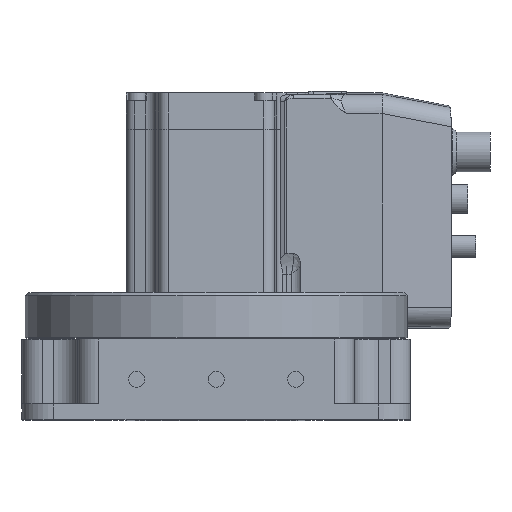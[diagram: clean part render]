
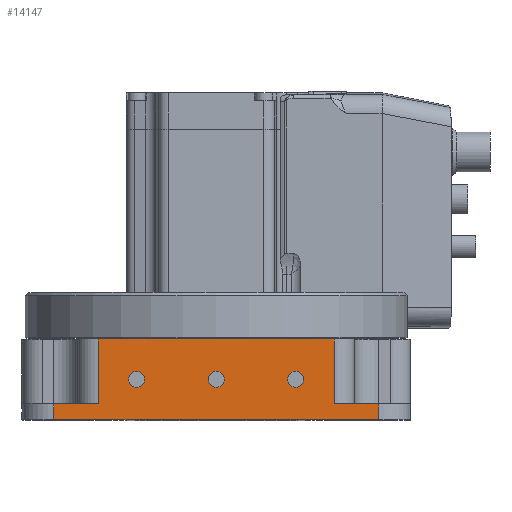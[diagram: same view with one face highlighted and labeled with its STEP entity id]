
A CAD part, top view. The second image highlights one B-rep face of the part: STEP entity #14147.
In plain terms, the highlighted planar face has unit normal (0, 0, 1).
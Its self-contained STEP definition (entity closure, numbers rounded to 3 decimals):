
#69 = CARTESIAN_POINT ( 'NONE',  ( -27.5, 12.7, 61. ) ) ;
#256 = DIRECTION ( 'NONE',  ( 0., 0., 1. ) ) ;
#555 = CARTESIAN_POINT ( 'NONE',  ( -51., 5., 61. ) ) ;
#663 = CARTESIAN_POINT ( 'NONE',  ( 22.5, 12.7, 61. ) ) ;
#714 = CARTESIAN_POINT ( 'NONE',  ( -51., 25.38, 61. ) ) ;
#959 = ORIENTED_EDGE ( 'NONE', *, *, #11341, .F. ) ;
#1053 = PLANE ( 'NONE',  #14578 ) ;
#1174 = CIRCLE ( 'NONE', #13596, 2.5 ) ;
#1282 = ORIENTED_EDGE ( 'NONE', *, *, #9774, .T. ) ;
#1440 = VECTOR ( 'NONE', #2663, 1000. ) ;
#1796 = LINE ( 'NONE', #10517, #17135 ) ;
#2147 = EDGE_CURVE ( 'NONE', #25708, #6654, #10472, .T. ) ;
#2301 = VERTEX_POINT ( 'NONE', #22608 ) ;
#2331 = EDGE_CURVE ( 'NONE', #25230, #12128, #11499, .T. ) ;
#2469 = VECTOR ( 'NONE', #20460, 1000. ) ;
#2498 = CARTESIAN_POINT ( 'NONE',  ( -25., 12.7, 61. ) ) ;
#2609 = CARTESIAN_POINT ( 'NONE',  ( 27.5, 12.7, 61. ) ) ;
#2631 = EDGE_CURVE ( 'NONE', #6348, #25573, #16857, .T. ) ;
#2663 = DIRECTION ( 'NONE',  ( 1., 0., 0. ) ) ;
#2791 = CARTESIAN_POINT ( 'NONE',  ( -37.1, 5., 61. ) ) ;
#3155 = VECTOR ( 'NONE', #10446, 1000. ) ;
#3610 = ORIENTED_EDGE ( 'NONE', *, *, #23381, .F. ) ;
#3769 = EDGE_CURVE ( 'NONE', #16819, #12913, #14310, .T. ) ;
#3922 = LINE ( 'NONE', #9246, #17272 ) ;
#4310 = EDGE_LOOP ( 'NONE', ( #15778, #7878, #1282, #12056, #20593, #6768, #10491, #16360 ) ) ;
#4388 = CIRCLE ( 'NONE', #6120, 2.5 ) ;
#4592 = CIRCLE ( 'NONE', #15717, 2.5 ) ;
#5028 = ORIENTED_EDGE ( 'NONE', *, *, #12664, .F. ) ;
#5069 = DIRECTION ( 'NONE',  ( 0., 0., 1. ) ) ;
#5715 = CARTESIAN_POINT ( 'NONE',  ( 0., 12.7, 61. ) ) ;
#6039 = CARTESIAN_POINT ( 'NONE',  ( 2.5, 12.7, 61. ) ) ;
#6120 = AXIS2_PLACEMENT_3D ( 'NONE', #5715, #17505, #11615 ) ;
#6148 = CARTESIAN_POINT ( 'NONE',  ( 51., 25.38, 61. ) ) ;
#6233 = CARTESIAN_POINT ( 'NONE',  ( 37.1, 5., 61. ) ) ;
#6348 = VERTEX_POINT ( 'NONE', #6233 ) ;
#6654 = VERTEX_POINT ( 'NONE', #15719 ) ;
#6694 = DIRECTION ( 'NONE',  ( 1., 0., 0. ) ) ;
#6768 = ORIENTED_EDGE ( 'NONE', *, *, #2331, .T. ) ;
#6798 = DIRECTION ( 'NONE',  ( 0., -1., 0. ) ) ;
#7593 = VERTEX_POINT ( 'NONE', #23870 ) ;
#7878 = ORIENTED_EDGE ( 'NONE', *, *, #3769, .F. ) ;
#8514 = CIRCLE ( 'NONE', #19222, 2.5 ) ;
#8820 = LINE ( 'NONE', #6148, #2469 ) ;
#9114 = CARTESIAN_POINT ( 'NONE',  ( -51., 0., 61. ) ) ;
#9246 = CARTESIAN_POINT ( 'NONE',  ( -51., 25.38, 61. ) ) ;
#9298 = EDGE_LOOP ( 'NONE', ( #5028, #959 ) ) ;
#9774 = EDGE_CURVE ( 'NONE', #16819, #6654, #25530, .T. ) ;
#9911 = VECTOR ( 'NONE', #13168, 1000. ) ;
#10446 = DIRECTION ( 'NONE',  ( 1., 0., 0. ) ) ;
#10472 = LINE ( 'NONE', #2791, #1440 ) ;
#10491 = ORIENTED_EDGE ( 'NONE', *, *, #23439, .F. ) ;
#10517 = CARTESIAN_POINT ( 'NONE',  ( 37.1, 36.8, 61. ) ) ;
#10856 = CARTESIAN_POINT ( 'NONE',  ( -37.1, 36.8, 61. ) ) ;
#11239 = FACE_BOUND ( 'NONE', #9298, .T. ) ;
#11341 = EDGE_CURVE ( 'NONE', #7593, #19967, #4388, .T. ) ;
#11370 = DIRECTION ( 'NONE',  ( -1., 0., 0. ) ) ;
#11499 = LINE ( 'NONE', #9114, #22822 ) ;
#11615 = DIRECTION ( 'NONE',  ( 1., 0., 0. ) ) ;
#11755 = DIRECTION ( 'NONE',  ( 0., 0., 1. ) ) ;
#11982 = AXIS2_PLACEMENT_3D ( 'NONE', #12616, #25023, #6694 ) ;
#12056 = ORIENTED_EDGE ( 'NONE', *, *, #2147, .F. ) ;
#12128 = VERTEX_POINT ( 'NONE', #19339 ) ;
#12616 = CARTESIAN_POINT ( 'NONE',  ( 25., 12.7, 61. ) ) ;
#12664 = EDGE_CURVE ( 'NONE', #19967, #7593, #25608, .T. ) ;
#12758 = ORIENTED_EDGE ( 'NONE', *, *, #25817, .F. ) ;
#12913 = VERTEX_POINT ( 'NONE', #13070 ) ;
#13070 = CARTESIAN_POINT ( 'NONE',  ( 37.1, 25.38, 61. ) ) ;
#13130 = ORIENTED_EDGE ( 'NONE', *, *, #24513, .F. ) ;
#13168 = DIRECTION ( 'NONE',  ( 1., 0., 0. ) ) ;
#13258 = DIRECTION ( 'NONE',  ( 1., 0., 0. ) ) ;
#13418 = EDGE_LOOP ( 'NONE', ( #12758, #13130 ) ) ;
#13596 = AXIS2_PLACEMENT_3D ( 'NONE', #2498, #18867, #18731 ) ;
#13899 = DIRECTION ( 'NONE',  ( 1., 0., 0. ) ) ;
#14081 = CARTESIAN_POINT ( 'NONE',  ( 51., 5., 61. ) ) ;
#14147 = ADVANCED_FACE ( 'NONE', ( #25516, #11239, #25802, #23514 ), #1053, .F. ) ;
#14275 = EDGE_CURVE ( 'NONE', #12913, #6348, #1796, .T. ) ;
#14310 = LINE ( 'NONE', #714, #9911 ) ;
#14578 = AXIS2_PLACEMENT_3D ( 'NONE', #15243, #25250, #11370 ) ;
#15243 = CARTESIAN_POINT ( 'NONE',  ( -51., 25.38, 61. ) ) ;
#15269 = CARTESIAN_POINT ( 'NONE',  ( 25., 12.7, 61. ) ) ;
#15717 = AXIS2_PLACEMENT_3D ( 'NONE', #16721, #256, #18477 ) ;
#15719 = CARTESIAN_POINT ( 'NONE',  ( -37.1, 5., 61. ) ) ;
#15755 = CARTESIAN_POINT ( 'NONE',  ( 0., 12.7, 61. ) ) ;
#15778 = ORIENTED_EDGE ( 'NONE', *, *, #14275, .F. ) ;
#16360 = ORIENTED_EDGE ( 'NONE', *, *, #2631, .F. ) ;
#16721 = CARTESIAN_POINT ( 'NONE',  ( -25., 12.7, 61. ) ) ;
#16819 = VERTEX_POINT ( 'NONE', #23103 ) ;
#16857 = LINE ( 'NONE', #18857, #3155 ) ;
#17045 = CARTESIAN_POINT ( 'NONE',  ( -51., 0., 61. ) ) ;
#17073 = AXIS2_PLACEMENT_3D ( 'NONE', #15755, #11755, #13899 ) ;
#17135 = VECTOR ( 'NONE', #20159, 1000. ) ;
#17272 = VECTOR ( 'NONE', #25821, 1000. ) ;
#17505 = DIRECTION ( 'NONE',  ( 0., 0., 1. ) ) ;
#18429 = CIRCLE ( 'NONE', #11982, 2.5 ) ;
#18477 = DIRECTION ( 'NONE',  ( 1., 0., 0. ) ) ;
#18731 = DIRECTION ( 'NONE',  ( 1., 0., 0. ) ) ;
#18857 = CARTESIAN_POINT ( 'NONE',  ( 37.1, 5., 61. ) ) ;
#18867 = DIRECTION ( 'NONE',  ( 0., 0., 1. ) ) ;
#19222 = AXIS2_PLACEMENT_3D ( 'NONE', #15269, #5069, #13258 ) ;
#19339 = CARTESIAN_POINT ( 'NONE',  ( 51., 0., 61. ) ) ;
#19815 = VECTOR ( 'NONE', #6798, 1000. ) ;
#19967 = VERTEX_POINT ( 'NONE', #6039 ) ;
#20159 = DIRECTION ( 'NONE',  ( 0., -1., 0. ) ) ;
#20460 = DIRECTION ( 'NONE',  ( 0., -1., 0. ) ) ;
#20593 = ORIENTED_EDGE ( 'NONE', *, *, #23084, .T. ) ;
#20834 = VERTEX_POINT ( 'NONE', #69 ) ;
#22608 = CARTESIAN_POINT ( 'NONE',  ( -22.5, 12.7, 61. ) ) ;
#22822 = VECTOR ( 'NONE', #25534, 1000. ) ;
#23084 = EDGE_CURVE ( 'NONE', #25708, #25230, #3922, .T. ) ;
#23103 = CARTESIAN_POINT ( 'NONE',  ( -37.1, 25.38, 61. ) ) ;
#23381 = EDGE_CURVE ( 'NONE', #2301, #20834, #1174, .T. ) ;
#23408 = EDGE_CURVE ( 'NONE', #20834, #2301, #4592, .T. ) ;
#23439 = EDGE_CURVE ( 'NONE', #25573, #12128, #8820, .T. ) ;
#23514 = FACE_OUTER_BOUND ( 'NONE', #4310, .T. ) ;
#23870 = CARTESIAN_POINT ( 'NONE',  ( -2.5, 12.7, 61. ) ) ;
#24513 = EDGE_CURVE ( 'NONE', #25488, #24636, #8514, .T. ) ;
#24636 = VERTEX_POINT ( 'NONE', #2609 ) ;
#24999 = ORIENTED_EDGE ( 'NONE', *, *, #23408, .F. ) ;
#25023 = DIRECTION ( 'NONE',  ( 0., 0., 1. ) ) ;
#25230 = VERTEX_POINT ( 'NONE', #17045 ) ;
#25250 = DIRECTION ( 'NONE',  ( 0., 0., -1. ) ) ;
#25488 = VERTEX_POINT ( 'NONE', #663 ) ;
#25516 = FACE_BOUND ( 'NONE', #13418, .T. ) ;
#25530 = LINE ( 'NONE', #10856, #19815 ) ;
#25534 = DIRECTION ( 'NONE',  ( 1., 0., 0. ) ) ;
#25573 = VERTEX_POINT ( 'NONE', #14081 ) ;
#25608 = CIRCLE ( 'NONE', #17073, 2.5 ) ;
#25708 = VERTEX_POINT ( 'NONE', #555 ) ;
#25802 = FACE_BOUND ( 'NONE', #26111, .T. ) ;
#25817 = EDGE_CURVE ( 'NONE', #24636, #25488, #18429, .T. ) ;
#25821 = DIRECTION ( 'NONE',  ( 0., -1., 0. ) ) ;
#26111 = EDGE_LOOP ( 'NONE', ( #3610, #24999 ) ) ;
